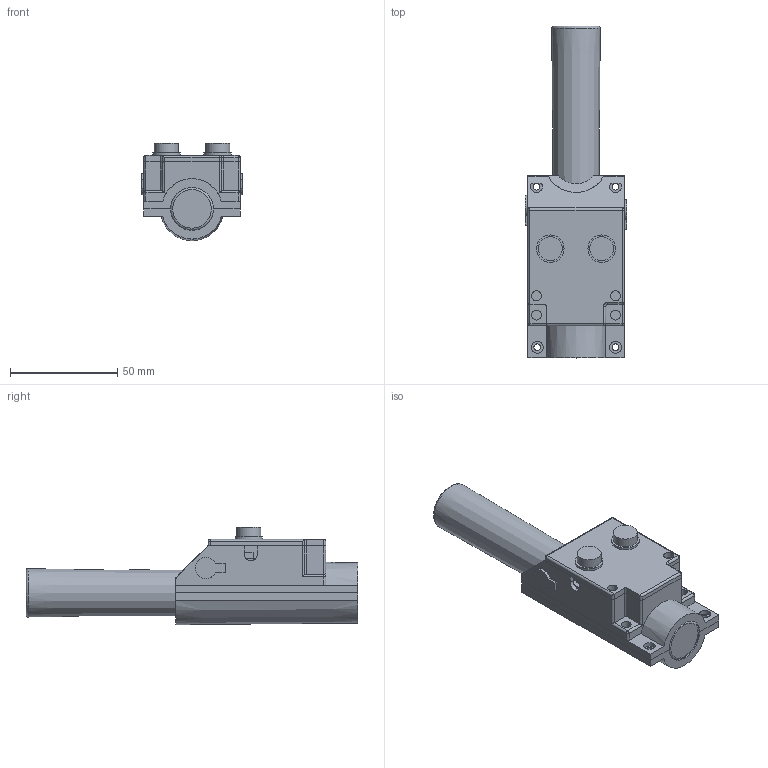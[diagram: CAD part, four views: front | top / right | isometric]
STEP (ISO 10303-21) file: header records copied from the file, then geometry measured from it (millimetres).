
FILE_DESCRIPTION(/* description */ ('','CAx-IF Rec.Pracs.---Representation and Presentation of Product Manufacturing Information (PMI)---4.0---2014-10-13'),/* implementation_level */ '2;1');
FILE_NAME(/* name */ 'Cane Button Interface v16.step',/* time_stamp */ '2025-04-05T02:01:47-04:00',/* author */ (''),/* organization */ (''),/* preprocessor_version */ 'ST-DEVELOPER v20',/* originating_system */ 'Autodesk Translation Framework v13.20.0.188',/* authorisation */ '');
FILE_SCHEMA (('AP242_MANAGED_MODEL_BASED_3D_ENGINEERING_MIM_LF { 1 0 10303 442 1 1 4 }'));
Length unit declared in the file: millimetre
Products named in the file (8): Cane Button Interface; Cane Handle; TopHolder; Button; BottomHolder; Base; TopLayer; VibrationMotor
Assembly tree (9 placements, depth 2):
  Cane Button Interface
    Cane Handle
    TopHolder
    Button  x2
    BottomHolder
    Base
    TopLayer
    VibrationMotor  x2
Bounding box: 47.4 x 155 x 45.44 mm (x, y, z)
Volume: 125560.6 mm3; surface area: 52649.1 mm2
Topology: 11 solids, 11 shells, 312 faces, 774 edges, 507 vertices
Faces by surface type: plane 224, cylinder 67, bspline 7, sphere 6, cone 5, torus 3
Full cylindrical faces by diameter (mm): 3.2 x10, 4.6 x12, 5.5 x4, 6.6 x2, 8.1 x2, 11.2 x2, 12.8 x2
Entity records: 8726 total; most frequent: CARTESIAN_POINT 1727, DIRECTION 1389, ORIENTED_EDGE 1386, EDGE_CURVE 693, LINE 509, VECTOR 509, VERTEX_POINT 453, AXIS2_PLACEMENT_3D 440
